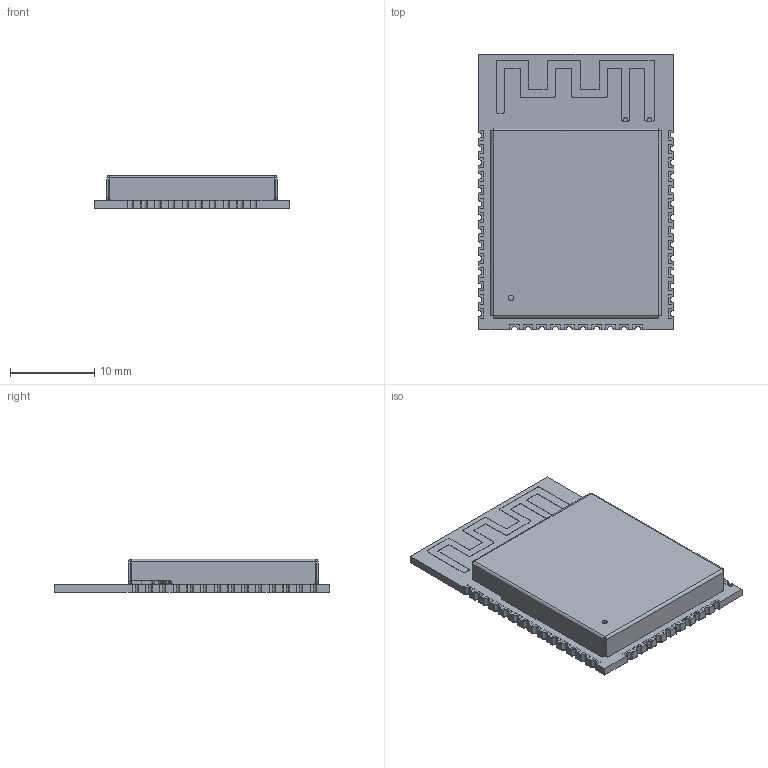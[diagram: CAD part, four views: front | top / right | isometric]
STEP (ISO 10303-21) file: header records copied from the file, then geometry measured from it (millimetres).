
FILE_DESCRIPTION(('FreeCAD Model'),'2;1');
FILE_NAME('Open CASCADE Shape Model','2025-05-05T05:51:32',('FreeCAD'),( 'FreeCAD'),'Open CASCADE STEP processor 7.6','FreeCAD','Unknown');
FILE_SCHEMA(('AUTOMOTIVE_DESIGN { 1 0 10303 214 1 1 1 1 }'));
Products named in the file (1): Open CASCADE STEP translator 7.6 1
Bounding box: 23.08 x 32.7 x 3.98 mm (x, y, z)
Volume: 1027.4 mm3; surface area: 3909.3 mm2
Topology: 218 solids, 219 shells, 3625 faces, 8958 edges, 5672 vertices
Faces by surface type: bspline 3625
Entity records: 98524 total; most frequent: CARTESIAN_POINT 45276, ORIENTED_EDGE 17580, EDGE_CURVE 8790, B_SPLINE_CURVE_WITH_KNOTS 7115, VERTEX_POINT 5672, FACE_BOUND 3698, EDGE_LOOP 3698, ADVANCED_FACE 3625
